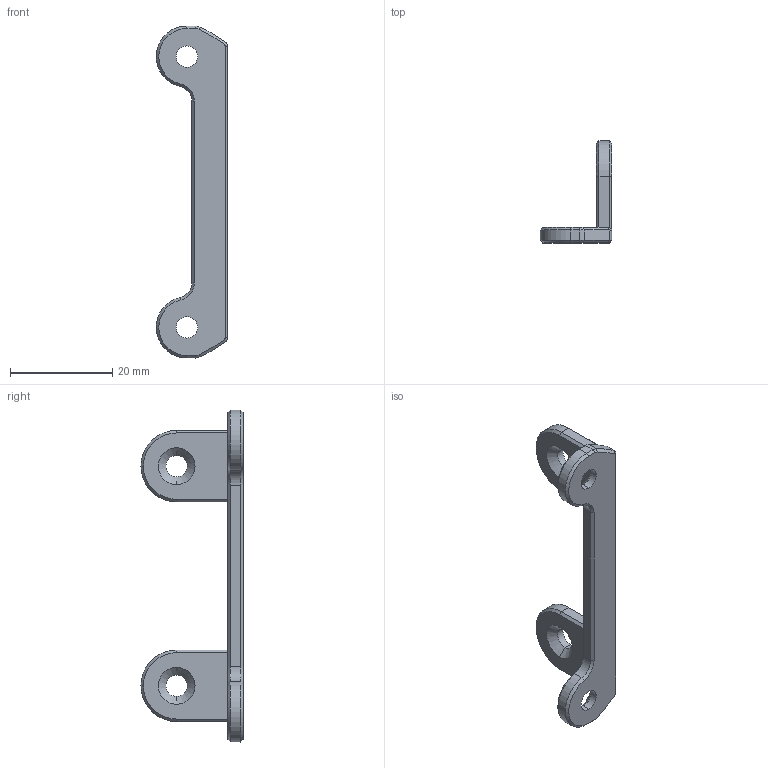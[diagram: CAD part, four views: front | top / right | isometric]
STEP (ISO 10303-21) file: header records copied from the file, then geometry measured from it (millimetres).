
FILE_DESCRIPTION (( 'STEP AP203' ), '1' );
FILE_NAME ('Motor Attacher_Default_sldprt.STEP', '2023-09-27T09:49:13', ( '' ), ( '' ), 'SwSTEP 2.0', 'SolidWorks 2020', '' );
FILE_SCHEMA (( 'CONFIG_CONTROL_DESIGN' ));
Length unit declared in the file: millimetre
Products named in the file (1): Motor Attacher_Default_sldprt
Bounding box: 14 x 20 x 65 mm (x, y, z)
Volume: 2734.7 mm3; surface area: 2532.1 mm2
Topology: 1 solids, 1 shells, 84 faces, 200 edges, 118 vertices
Faces by surface type: cone 34, plane 30, cylinder 20
Entity records: 2487 total; most frequent: DIRECTION 448, CARTESIAN_POINT 403, ORIENTED_EDGE 400, EDGE_CURVE 200, AXIS2_PLACEMENT_3D 163, VECTOR 122, LINE 122, VERTEX_POINT 118
